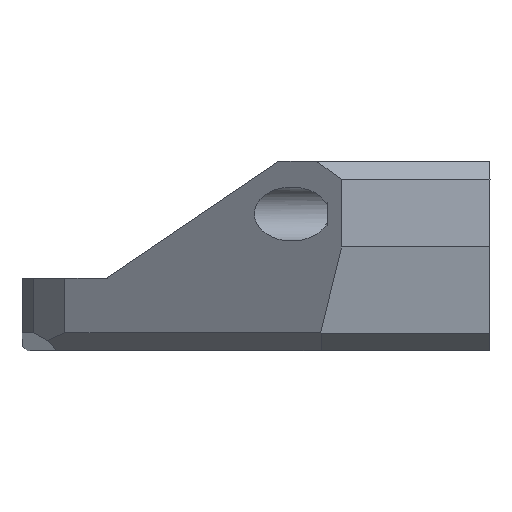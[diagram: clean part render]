
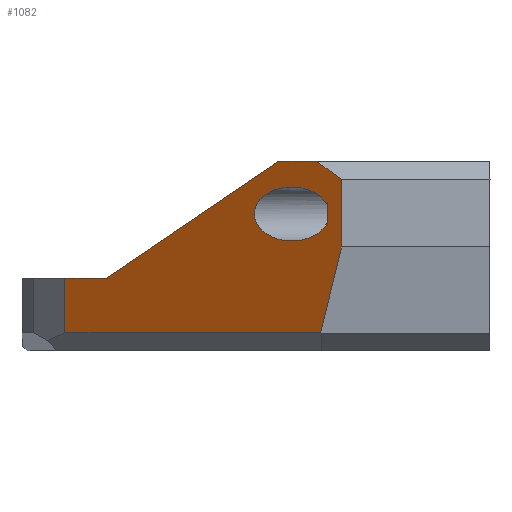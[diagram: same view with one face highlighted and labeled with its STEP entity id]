
A CAD part, left-side view. The second image highlights one B-rep face of the part: STEP entity #1082.
In plain terms, the highlighted planar face has unit normal (-0.811, 0.586, 0).
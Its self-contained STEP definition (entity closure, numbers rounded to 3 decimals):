
#16=ELLIPSE('',#1161,5.124,3.);
#19=FACE_BOUND('',#162,.T.);
#41=PLANE('',#1160);
#100=FACE_OUTER_BOUND('',#161,.T.);
#161=EDGE_LOOP('',(#911,#912,#913,#914,#915,#916,#917,#918));
#162=EDGE_LOOP('',(#919,#920));
#302=LINE('',#4504,#404);
#304=LINE('',#4508,#406);
#306=LINE('',#4512,#408);
#307=LINE('',#4514,#409);
#308=LINE('',#4516,#410);
#309=LINE('',#4518,#411);
#310=LINE('',#4520,#412);
#311=LINE('',#4521,#413);
#312=LINE('',#4525,#414);
#404=VECTOR('',#1333,10.);
#406=VECTOR('',#1337,10.);
#408=VECTOR('',#1341,10.);
#409=VECTOR('',#1342,10.);
#410=VECTOR('',#1343,10.);
#411=VECTOR('',#1344,1000.);
#412=VECTOR('',#1345,10.);
#413=VECTOR('',#1346,10.);
#414=VECTOR('',#1349,10.);
#522=VERTEX_POINT('',#4501);
#523=VERTEX_POINT('',#4503);
#524=VERTEX_POINT('',#4507);
#525=VERTEX_POINT('',#4511);
#526=VERTEX_POINT('',#4513);
#527=VERTEX_POINT('',#4515);
#528=VERTEX_POINT('',#4517);
#529=VERTEX_POINT('',#4519);
#530=VERTEX_POINT('',#4522);
#531=VERTEX_POINT('',#4523);
#660=EDGE_CURVE('',#522,#523,#302,.T.);
#662=EDGE_CURVE('',#523,#524,#304,.T.);
#664=EDGE_CURVE('',#522,#525,#306,.T.);
#665=EDGE_CURVE('',#525,#526,#307,.T.);
#666=EDGE_CURVE('',#526,#527,#308,.T.);
#667=EDGE_CURVE('',#527,#528,#309,.T.);
#668=EDGE_CURVE('',#529,#528,#310,.T.);
#669=EDGE_CURVE('',#529,#524,#311,.T.);
#670=EDGE_CURVE('',#530,#531,#16,.T.);
#671=EDGE_CURVE('',#531,#530,#312,.T.);
#911=ORIENTED_EDGE('',*,*,#660,.F.);
#912=ORIENTED_EDGE('',*,*,#664,.T.);
#913=ORIENTED_EDGE('',*,*,#665,.T.);
#914=ORIENTED_EDGE('',*,*,#666,.T.);
#915=ORIENTED_EDGE('',*,*,#667,.T.);
#916=ORIENTED_EDGE('',*,*,#668,.F.);
#917=ORIENTED_EDGE('',*,*,#669,.T.);
#918=ORIENTED_EDGE('',*,*,#662,.F.);
#919=ORIENTED_EDGE('',*,*,#670,.T.);
#920=ORIENTED_EDGE('',*,*,#671,.T.);
#1082=ADVANCED_FACE('',(#100,#19),#41,.F.);
#1160=AXIS2_PLACEMENT_3D('',#4510,#1339,#1340);
#1161=AXIS2_PLACEMENT_3D('',#4524,#1347,#1348);
#1333=DIRECTION('',(0.586,0.811,0.));
#1337=DIRECTION('',(0.,0.,1.));
#1339=DIRECTION('center_axis',(0.811,-0.586,0.));
#1340=DIRECTION('ref_axis',(-0.586,-0.811,0.));
#1341=DIRECTION('',(-0.169,-0.234,0.957));
#1342=DIRECTION('',(0.,0.,1.));
#1343=DIRECTION('',(0.505,0.7,0.505));
#1344=DIRECTION('',(0.586,0.811,0.));
#1345=DIRECTION('',(-0.513,-0.71,0.482));
#1346=DIRECTION('',(0.586,0.811,0.));
#1347=DIRECTION('center_axis',(0.811,-0.586,0.));
#1348=DIRECTION('ref_axis',(0.586,0.811,0.));
#1349=DIRECTION('',(0.,0.,-1.));
#4501=CARTESIAN_POINT('',(-32.186,41.22,87.));
#4503=CARTESIAN_POINT('',(-11.666,69.629,87.));
#4504=CARTESIAN_POINT('',(-11.405,69.991,87.));
#4507=CARTESIAN_POINT('',(-11.666,69.629,93.055));
#4508=CARTESIAN_POINT('',(-11.666,69.629,106.055));
#4510=CARTESIAN_POINT('Origin',(-9.502,72.625,106.055));
#4511=CARTESIAN_POINT('',(-33.868,38.892,96.528));
#4512=CARTESIAN_POINT('',(-32.468,40.83,88.596));
#4513=CARTESIAN_POINT('',(-33.868,38.892,104.055));
#4514=CARTESIAN_POINT('',(-33.868,38.892,101.291));
#4515=CARTESIAN_POINT('',(-31.868,41.661,106.055));
#4516=CARTESIAN_POINT('',(-24.5,51.861,113.423));
#4517=CARTESIAN_POINT('',(-28.821,45.879,106.055));
#4518=CARTESIAN_POINT('',(-22.583,54.515,106.055));
#4519=CARTESIAN_POINT('',(-14.974,65.05,93.055));
#4520=CARTESIAN_POINT('',(-18.957,59.535,96.795));
#4521=CARTESIAN_POINT('',(-11.279,70.165,93.055));
#4522=CARTESIAN_POINT('',(-32.778,40.4,99.468));
#4523=CARTESIAN_POINT('',(-32.778,40.4,100.923));
#4524=CARTESIAN_POINT('Origin',(-29.868,44.43,100.195));
#4525=CARTESIAN_POINT('',(-32.778,40.4,103.125));
